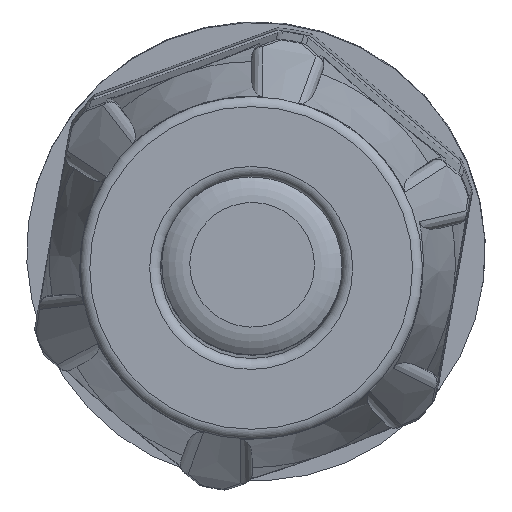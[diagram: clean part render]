
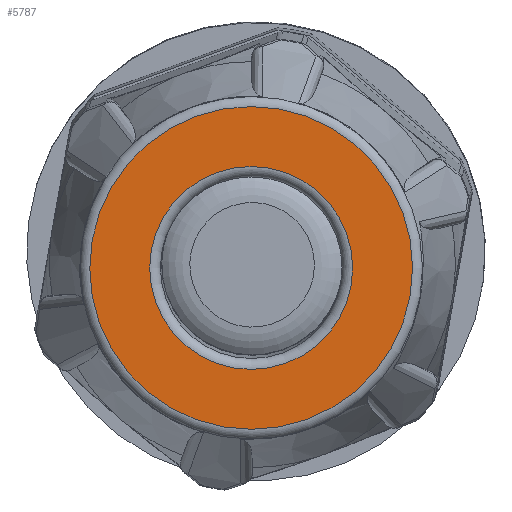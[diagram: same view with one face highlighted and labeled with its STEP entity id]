
A CAD part, left-side view. The second image highlights one B-rep face of the part: STEP entity #5787.
In plain terms, the highlighted face is planar.
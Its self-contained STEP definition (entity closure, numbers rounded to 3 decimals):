
#312=FACE_BOUND('',#1787,.T.);
#491=PLANE('',#6494);
#1413=FACE_OUTER_BOUND('',#1786,.T.);
#1786=EDGE_LOOP('',(#5385));
#1787=EDGE_LOOP('',(#5386));
#2192=CIRCLE('',#6493,4.75);
#2193=CIRCLE('',#6495,7.554);
#2920=VERTEX_POINT('',#14711);
#2921=VERTEX_POINT('',#14714);
#3749=EDGE_CURVE('',#2920,#2920,#2192,.T.);
#3750=EDGE_CURVE('',#2921,#2921,#2193,.T.);
#5385=ORIENTED_EDGE('',*,*,#3750,.F.);
#5386=ORIENTED_EDGE('',*,*,#3749,.T.);
#5787=ADVANCED_FACE('',(#1413,#312),#491,.T.);
#6493=AXIS2_PLACEMENT_3D('',#14712,#8071,#8072);
#6494=AXIS2_PLACEMENT_3D('',#14713,#8073,#8074);
#6495=AXIS2_PLACEMENT_3D('',#14715,#8075,#8076);
#8071=DIRECTION('center_axis',(1.,0.,0.));
#8072=DIRECTION('ref_axis',(0.,0.,-1.));
#8073=DIRECTION('center_axis',(-1.,0.,0.));
#8074=DIRECTION('ref_axis',(0.,0.,1.));
#8075=DIRECTION('center_axis',(1.,0.,0.));
#8076=DIRECTION('ref_axis',(0.,0.,-1.));
#14711=CARTESIAN_POINT('',(-21.5,4.75,0.));
#14712=CARTESIAN_POINT('Origin',(-21.5,0.,0.));
#14713=CARTESIAN_POINT('Origin',(-21.5,7.554,0.));
#14714=CARTESIAN_POINT('',(-21.5,7.554,0.));
#14715=CARTESIAN_POINT('Origin',(-21.5,0.,0.));
